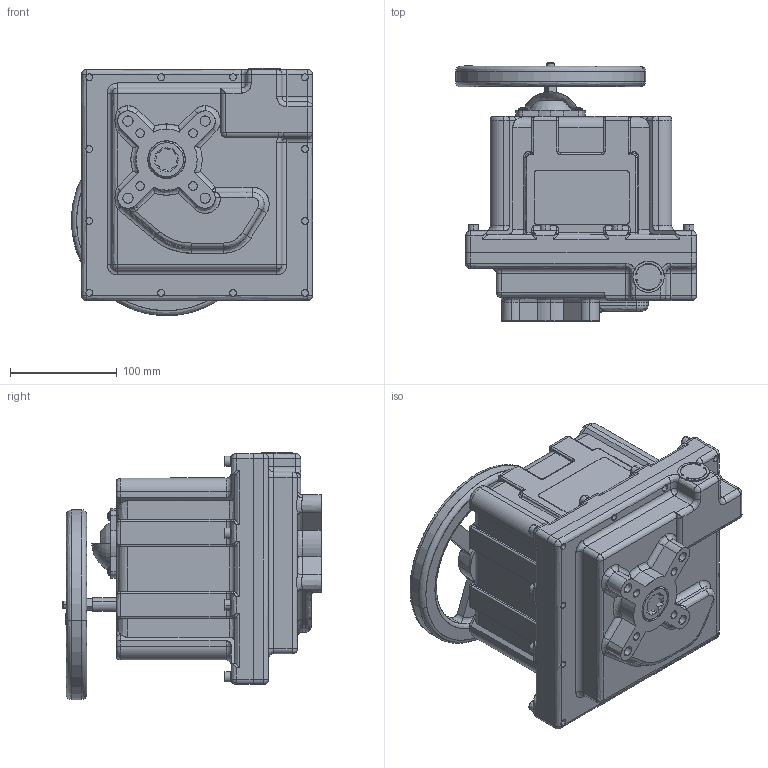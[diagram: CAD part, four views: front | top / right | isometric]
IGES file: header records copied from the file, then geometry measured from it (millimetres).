
Start section: SolidWorks IGES file using analytic representation for surfaces
Global section: file name: M Series Nema 7.IGS; native system: SolidWorks 2014; preprocessor: SolidWorks 2014; author: merion; date: 140512.132030; units: inch
Bounding box: 225.42 x 241.44 x 231.47 mm (x, y, z)
Surface area: 307068.3 mm2 (no closed solid volume)
Topology: 0 solids, 0 shells, 1641 faces, 21281 edges, 21246 vertices
Faces by surface type: bspline 826, revolution 815
